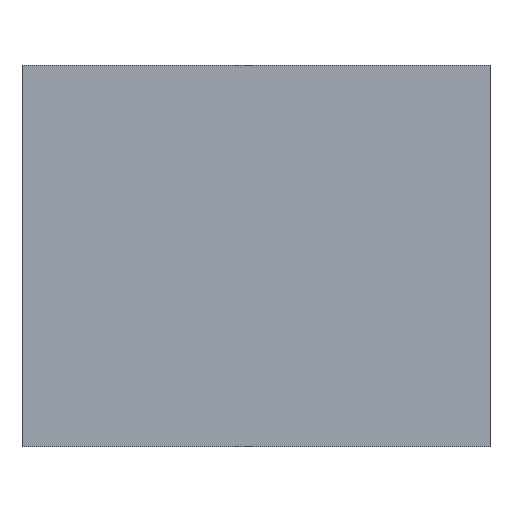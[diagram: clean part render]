
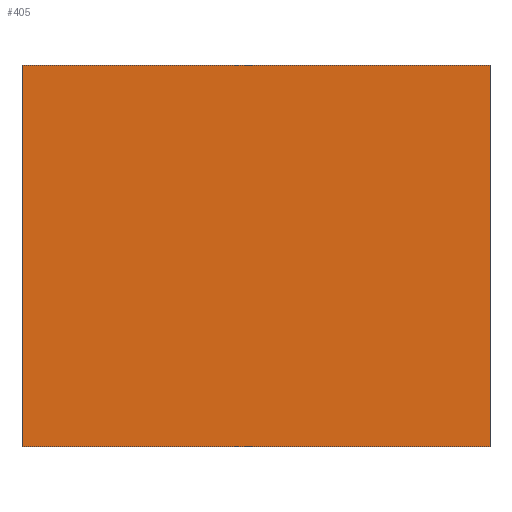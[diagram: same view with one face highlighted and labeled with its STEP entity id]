
A CAD part, front view. The second image highlights one B-rep face of the part: STEP entity #405.
In plain terms, the highlighted planar face has unit normal (0, -1, 0).
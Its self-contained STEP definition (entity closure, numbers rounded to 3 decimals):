
#28=PLANE('',#446);
#49=FACE_OUTER_BOUND('',#73,.T.);
#73=EDGE_LOOP('',(#329,#330,#331,#332));
#88=LINE('',#572,#137);
#110=LINE('',#624,#159);
#111=LINE('',#626,#160);
#112=LINE('',#627,#161);
#137=VECTOR('',#468,10.);
#159=VECTOR('',#516,10.);
#160=VECTOR('',#517,10.);
#161=VECTOR('',#518,10.);
#193=VERTEX_POINT('',#570);
#194=VERTEX_POINT('',#571);
#211=VERTEX_POINT('',#623);
#212=VERTEX_POINT('',#625);
#230=EDGE_CURVE('',#193,#194,#88,.T.);
#256=EDGE_CURVE('',#211,#193,#110,.T.);
#257=EDGE_CURVE('',#211,#212,#111,.T.);
#258=EDGE_CURVE('',#212,#194,#112,.T.);
#329=ORIENTED_EDGE('',*,*,#256,.F.);
#330=ORIENTED_EDGE('',*,*,#257,.T.);
#331=ORIENTED_EDGE('',*,*,#258,.T.);
#332=ORIENTED_EDGE('',*,*,#230,.F.);
#405=ADVANCED_FACE('',(#49),#28,.T.);
#446=AXIS2_PLACEMENT_3D('',#622,#514,#515);
#468=DIRECTION('',(-1.,0.,0.));
#514=DIRECTION('center_axis',(0.,-1.,0.));
#515=DIRECTION('ref_axis',(0.,0.,-1.));
#516=DIRECTION('',(0.,0.,-1.));
#517=DIRECTION('',(-1.,0.,0.));
#518=DIRECTION('',(0.,0.,-1.));
#570=CARTESIAN_POINT('',(22.5,-20.,-16.));
#571=CARTESIAN_POINT('',(-4.5,-20.,-16.));
#572=CARTESIAN_POINT('',(22.5,-20.,-16.));
#622=CARTESIAN_POINT('Origin',(9.,-20.,-4.924));
#623=CARTESIAN_POINT('',(22.5,-20.,6.));
#624=CARTESIAN_POINT('',(22.5,-20.,-15.848));
#625=CARTESIAN_POINT('',(-4.5,-20.,6.));
#626=CARTESIAN_POINT('',(-4.5,-20.,6.));
#627=CARTESIAN_POINT('',(-4.5,-20.,-15.848));
